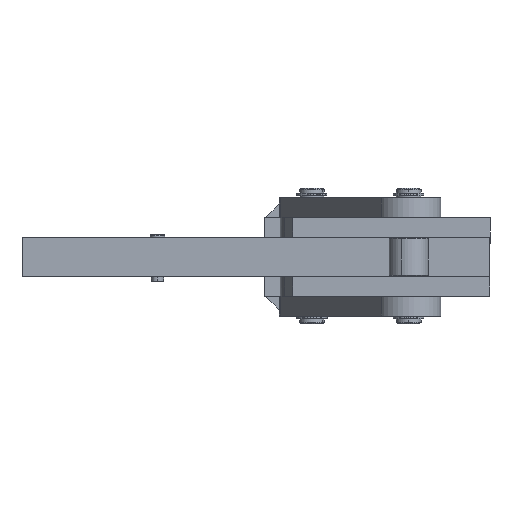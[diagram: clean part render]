
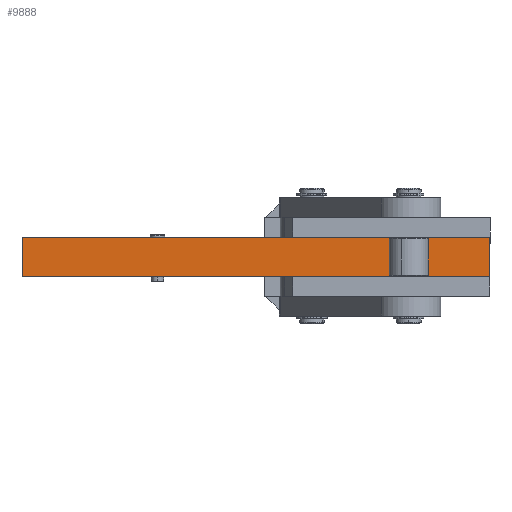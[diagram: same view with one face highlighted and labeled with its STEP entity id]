
A CAD part, front view. The second image highlights one B-rep face of the part: STEP entity #9888.
In plain terms, the highlighted planar face has unit normal (0, -1, 0).
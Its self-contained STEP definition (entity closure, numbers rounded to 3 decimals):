
#8953=CARTESIAN_POINT('',(2.882,2.503,0.0));
#8954=VERTEX_POINT('',#8953);
#8955=CARTESIAN_POINT('',(48.073,2.503,0.));
#8956=VERTEX_POINT('',#8955);
#8957=CARTESIAN_POINT('',(2.882,2.503,0.0));
#8958=DIRECTION('',(1.0,0.0,0.0));
#8959=VECTOR('',#8958,45.191);
#8960=LINE('',#8957,#8959);
#8961=EDGE_CURVE('',#8954,#8956,#8960,.T.);
#8979=CARTESIAN_POINT('',(-31.927,2.503,0.0));
#8980=VERTEX_POINT('',#8979);
#8987=CARTESIAN_POINT('',(-10.517,2.503,0.0));
#8988=VERTEX_POINT('',#8987);
#8989=CARTESIAN_POINT('',(-31.927,2.503,0.0));
#8990=DIRECTION('',(1.0,0.0,0.0));
#8991=VECTOR('',#8990,21.41);
#8992=LINE('',#8989,#8991);
#8993=EDGE_CURVE('',#8980,#8988,#8992,.T.);
#9137=CARTESIAN_POINT('',(-3.927,2.503,-16.));
#9138=VERTEX_POINT('',#9137);
#9222=CARTESIAN_POINT('',(2.882,2.503,-16.));
#9223=VERTEX_POINT('',#9222);
#9231=CARTESIAN_POINT('',(-3.927,2.503,-16.));
#9232=DIRECTION('',(1.0,0.,0.));
#9233=VECTOR('',#9232,6.809);
#9234=LINE('',#9231,#9233);
#9235=EDGE_CURVE('',#9138,#9223,#9234,.T.);
#9247=CARTESIAN_POINT('',(-10.517,2.503,-16.));
#9248=VERTEX_POINT('',#9247);
#9249=CARTESIAN_POINT('',(-10.517,2.503,-16.));
#9250=DIRECTION('',(1.0,0.,0.));
#9251=VECTOR('',#9250,6.59);
#9252=LINE('',#9249,#9251);
#9253=EDGE_CURVE('',#9248,#9138,#9252,.T.);
#9296=CARTESIAN_POINT('',(-31.927,2.503,-16.));
#9297=VERTEX_POINT('',#9296);
#9304=CARTESIAN_POINT('',(-141.927,2.503,-16.));
#9305=VERTEX_POINT('',#9304);
#9306=CARTESIAN_POINT('',(-141.927,2.503,-16.));
#9307=DIRECTION('',(1.0,0.,0.));
#9308=VECTOR('',#9307,110.);
#9309=LINE('',#9306,#9308);
#9310=EDGE_CURVE('',#9305,#9297,#9309,.T.);
#9543=CARTESIAN_POINT('',(-3.927,2.503,0.));
#9544=VERTEX_POINT('',#9543);
#9615=CARTESIAN_POINT('',(-141.927,2.503,0.));
#9616=VERTEX_POINT('',#9615);
#9623=CARTESIAN_POINT('',(-31.927,2.503,0.0));
#9624=DIRECTION('',(-1.0,0.0,0.0));
#9625=VECTOR('',#9624,110.);
#9626=LINE('',#9623,#9625);
#9627=EDGE_CURVE('',#8980,#9616,#9626,.T.);
#9676=CARTESIAN_POINT('',(-3.927,2.503,0.));
#9677=DIRECTION('',(-1.0,0.0,0.0));
#9678=VECTOR('',#9677,6.59);
#9679=LINE('',#9676,#9678);
#9680=EDGE_CURVE('',#9544,#8988,#9679,.T.);
#9776=CARTESIAN_POINT('',(2.882,2.503,0.0));
#9777=DIRECTION('',(-1.0,0.0,0.0));
#9778=VECTOR('',#9777,6.809);
#9779=LINE('',#9776,#9778);
#9780=EDGE_CURVE('',#8954,#9544,#9779,.T.);
#9847=CARTESIAN_POINT('',(48.073,2.503,-16.));
#9848=DIRECTION('',(0.0,-1.0,0.0));
#9849=DIRECTION('',(0.,0.0,-1.0));
#9850=AXIS2_PLACEMENT_3D('',#9847,#9848,#9849);
#9851=PLANE('',#9850);
#9852=CARTESIAN_POINT('',(-141.927,2.503,-16.));
#9853=DIRECTION('',(0.,0.,1.0));
#9854=VECTOR('',#9853,16.);
#9855=LINE('',#9852,#9854);
#9856=EDGE_CURVE('',#9305,#9616,#9855,.T.);
#9857=ORIENTED_EDGE('',*,*,#9856,.F.);
#9858=ORIENTED_EDGE('',*,*,#9310,.T.);
#9859=CARTESIAN_POINT('',(-10.517,2.503,-16.));
#9860=DIRECTION('',(-1.0,0.,0.));
#9861=VECTOR('',#9860,21.41);
#9862=LINE('',#9859,#9861);
#9863=EDGE_CURVE('',#9248,#9297,#9862,.T.);
#9864=ORIENTED_EDGE('',*,*,#9863,.F.);
#9865=ORIENTED_EDGE('',*,*,#9253,.T.);
#9866=ORIENTED_EDGE('',*,*,#9235,.T.);
#9867=CARTESIAN_POINT('',(48.073,2.503,-16.));
#9868=VERTEX_POINT('',#9867);
#9869=CARTESIAN_POINT('',(48.073,2.503,-16.));
#9870=DIRECTION('',(-1.0,0.,0.));
#9871=VECTOR('',#9870,45.191);
#9872=LINE('',#9869,#9871);
#9873=EDGE_CURVE('',#9868,#9223,#9872,.T.);
#9874=ORIENTED_EDGE('',*,*,#9873,.F.);
#9875=CARTESIAN_POINT('',(48.073,2.503,-16.));
#9876=DIRECTION('',(0.,0.0,1.0));
#9877=VECTOR('',#9876,16.);
#9878=LINE('',#9875,#9877);
#9879=EDGE_CURVE('',#9868,#8956,#9878,.T.);
#9880=ORIENTED_EDGE('',*,*,#9879,.T.);
#9881=ORIENTED_EDGE('',*,*,#8961,.F.);
#9882=ORIENTED_EDGE('',*,*,#9780,.T.);
#9883=ORIENTED_EDGE('',*,*,#9680,.T.);
#9884=ORIENTED_EDGE('',*,*,#8993,.F.);
#9885=ORIENTED_EDGE('',*,*,#9627,.T.);
#9886=EDGE_LOOP('',(#9857,#9858,#9864,#9865,#9866,#9874,#9880,#9881,#9882,#9883,#9884,#9885));
#9887=FACE_OUTER_BOUND('',#9886,.T.);
#9888=ADVANCED_FACE('',(#9887),#9851,.T.);
